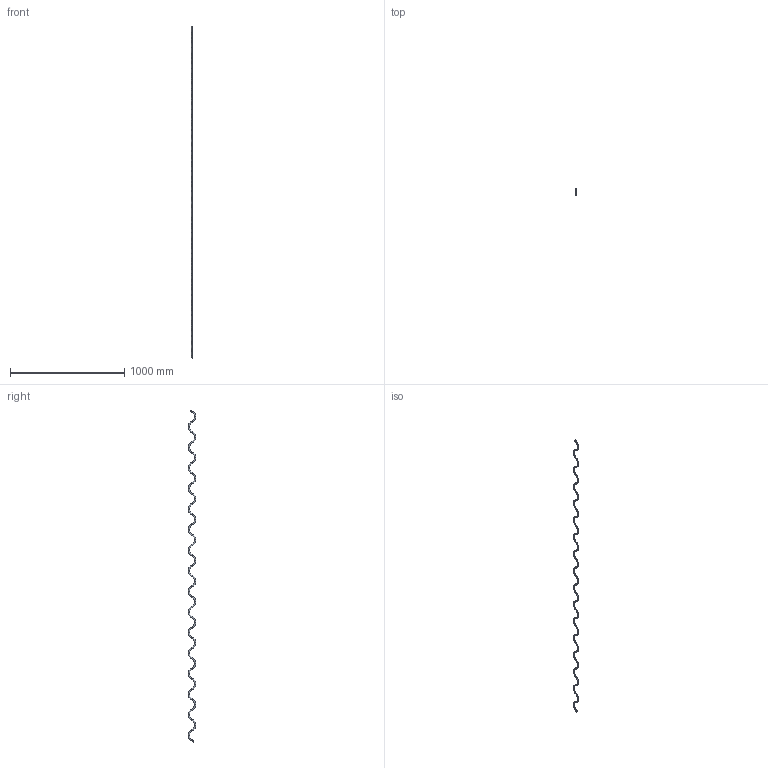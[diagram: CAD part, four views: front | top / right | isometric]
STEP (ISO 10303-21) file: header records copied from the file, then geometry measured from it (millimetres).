
FILE_DESCRIPTION (( 'STEP AP203' ), '1' );
FILE_NAME ('6910.step', '2015-09-17T15:51:42', ( '' ), ( '' ), 'SwSTEP 2.0', 'SolidWorks 2015', '' );
FILE_SCHEMA (( 'CONFIG_CONTROL_DESIGN' ));
Length unit declared in the file: millimetre
Products named in the file (1): 6910
Bounding box: 10 x 65 x 2906.44 mm (x, y, z)
Volume: 281426.7 mm3; surface area: 112741.5 mm2
Topology: 1 solids, 1 shells, 293 faces, 689 edges, 416 vertices
Faces by surface type: torus 132, plane 86, bspline 75
Entity records: 12408 total; most frequent: CARTESIAN_POINT 5946, ORIENTED_EDGE 1378, DIRECTION 1243, EDGE_CURVE 689, AXIS2_PLACEMENT_3D 485, VERTEX_POINT 416, EDGE_LOOP 311, ADVANCED_FACE 293
